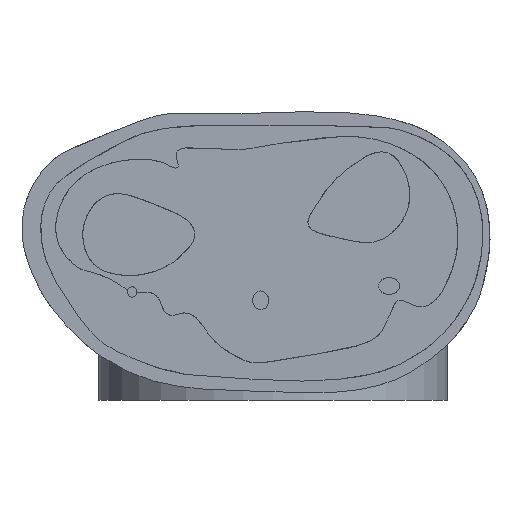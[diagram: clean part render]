
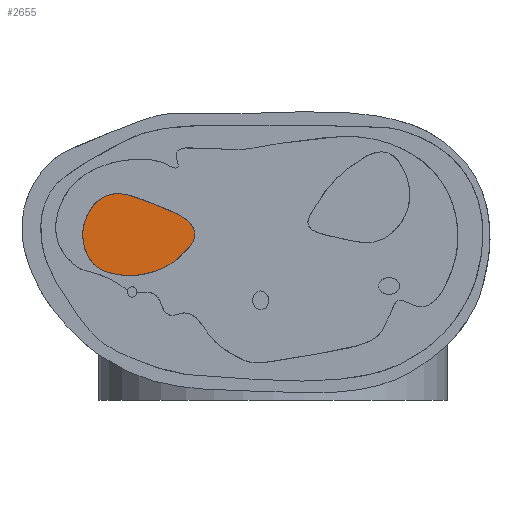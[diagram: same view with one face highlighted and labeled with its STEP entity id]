
A CAD part, front view. The second image highlights one B-rep face of the part: STEP entity #2655.
In plain terms, the highlighted planar face has unit normal (0, -1, 0).
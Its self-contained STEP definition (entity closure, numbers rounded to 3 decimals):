
#494=FACE_OUTER_BOUND('',#655,.T.);
#655=EDGE_LOOP('',(#1789,#1790,#1791,#1792,#1793,#1794,#1795));
#828=(
BOUNDED_CURVE()
B_SPLINE_CURVE(3,(#3106,#3107,#3108,#3109),.UNSPECIFIED.,.F.,.F.)
B_SPLINE_CURVE_WITH_KNOTS((4,4),(-1.,0.),.UNSPECIFIED.)
CURVE()
GEOMETRIC_REPRESENTATION_ITEM()
RATIONAL_B_SPLINE_CURVE((1.,1.,1.,1.))
REPRESENTATION_ITEM('')
);
#829=(
BOUNDED_CURVE()
B_SPLINE_CURVE(3,(#3111,#3112,#3113,#3114),.UNSPECIFIED.,.F.,.F.)
B_SPLINE_CURVE_WITH_KNOTS((4,4),(-1.,0.),.UNSPECIFIED.)
CURVE()
GEOMETRIC_REPRESENTATION_ITEM()
RATIONAL_B_SPLINE_CURVE((1.,1.,1.,1.))
REPRESENTATION_ITEM('')
);
#830=(
BOUNDED_CURVE()
B_SPLINE_CURVE(3,(#3116,#3117,#3118,#3119),.UNSPECIFIED.,.F.,.F.)
B_SPLINE_CURVE_WITH_KNOTS((4,4),(-1.,0.),.UNSPECIFIED.)
CURVE()
GEOMETRIC_REPRESENTATION_ITEM()
RATIONAL_B_SPLINE_CURVE((1.,1.,1.,1.))
REPRESENTATION_ITEM('')
);
#831=(
BOUNDED_CURVE()
B_SPLINE_CURVE(3,(#3121,#3122,#3123,#3124),.UNSPECIFIED.,.F.,.F.)
B_SPLINE_CURVE_WITH_KNOTS((4,4),(-1.,0.),.UNSPECIFIED.)
CURVE()
GEOMETRIC_REPRESENTATION_ITEM()
RATIONAL_B_SPLINE_CURVE((1.,1.,1.,1.))
REPRESENTATION_ITEM('')
);
#832=(
BOUNDED_CURVE()
B_SPLINE_CURVE(3,(#3126,#3127,#3128,#3129),.UNSPECIFIED.,.F.,.F.)
B_SPLINE_CURVE_WITH_KNOTS((4,4),(-1.,0.),.UNSPECIFIED.)
CURVE()
GEOMETRIC_REPRESENTATION_ITEM()
RATIONAL_B_SPLINE_CURVE((1.,1.,1.,1.))
REPRESENTATION_ITEM('')
);
#833=(
BOUNDED_CURVE()
B_SPLINE_CURVE(3,(#3131,#3132,#3133,#3134),.UNSPECIFIED.,.F.,.F.)
B_SPLINE_CURVE_WITH_KNOTS((4,4),(-1.,0.),.UNSPECIFIED.)
CURVE()
GEOMETRIC_REPRESENTATION_ITEM()
RATIONAL_B_SPLINE_CURVE((1.,1.,1.,1.))
REPRESENTATION_ITEM('')
);
#834=(
BOUNDED_CURVE()
B_SPLINE_CURVE(3,(#3135,#3136,#3137,#3138),.UNSPECIFIED.,.F.,.F.)
B_SPLINE_CURVE_WITH_KNOTS((4,4),(-1.,0.),.UNSPECIFIED.)
CURVE()
GEOMETRIC_REPRESENTATION_ITEM()
RATIONAL_B_SPLINE_CURVE((1.,1.,1.,1.))
REPRESENTATION_ITEM('')
);
#1084=VERTEX_POINT('',#3104);
#1085=VERTEX_POINT('',#3105);
#1086=VERTEX_POINT('',#3110);
#1087=VERTEX_POINT('',#3115);
#1088=VERTEX_POINT('',#3120);
#1089=VERTEX_POINT('',#3125);
#1090=VERTEX_POINT('',#3130);
#1366=EDGE_CURVE('',#1084,#1085,#828,.T.);
#1367=EDGE_CURVE('',#1085,#1086,#829,.T.);
#1368=EDGE_CURVE('',#1086,#1087,#830,.T.);
#1369=EDGE_CURVE('',#1087,#1088,#831,.T.);
#1370=EDGE_CURVE('',#1088,#1089,#832,.T.);
#1371=EDGE_CURVE('',#1089,#1090,#833,.T.);
#1372=EDGE_CURVE('',#1090,#1084,#834,.T.);
#1789=ORIENTED_EDGE('',*,*,#1366,.T.);
#1790=ORIENTED_EDGE('',*,*,#1367,.T.);
#1791=ORIENTED_EDGE('',*,*,#1368,.T.);
#1792=ORIENTED_EDGE('',*,*,#1369,.T.);
#1793=ORIENTED_EDGE('',*,*,#1370,.T.);
#1794=ORIENTED_EDGE('',*,*,#1371,.T.);
#1795=ORIENTED_EDGE('',*,*,#1372,.T.);
#2635=PLANE('',#2839);
#2655=ADVANCED_FACE('',(#494),#2635,.F.);
#2839=AXIS2_PLACEMENT_3D('',#3103,#2881,#2882);
#2881=DIRECTION('center_axis',(0.,1.,0.));
#2882=DIRECTION('ref_axis',(1.,0.,0.));
#3103=CARTESIAN_POINT('Origin',(-13.838,-150.,-0.049));
#3104=CARTESIAN_POINT('',(-16.467,-150.,-4.608));
#3105=CARTESIAN_POINT('',(-8.728,-150.,-2.295));
#3106=CARTESIAN_POINT('Ctrl Pts',(-16.467,-150.,-4.608));
#3107=CARTESIAN_POINT('Ctrl Pts',(-13.906,-150.,-5.127));
#3108=CARTESIAN_POINT('Ctrl Pts',(-10.795,-150.,-4.417));
#3109=CARTESIAN_POINT('Ctrl Pts',(-8.728,-150.,-2.295));
#3110=CARTESIAN_POINT('',(-7.372,-150.,0.099));
#3111=CARTESIAN_POINT('Ctrl Pts',(-8.728,-150.,-2.295));
#3112=CARTESIAN_POINT('Ctrl Pts',(-8.01,-150.,-1.553));
#3113=CARTESIAN_POINT('Ctrl Pts',(-7.292,-150.,-0.827));
#3114=CARTESIAN_POINT('Ctrl Pts',(-7.372,-150.,0.099));
#3115=CARTESIAN_POINT('',(-12.079,-150.,3.45));
#3116=CARTESIAN_POINT('Ctrl Pts',(-7.372,-150.,0.099));
#3117=CARTESIAN_POINT('Ctrl Pts',(-7.508,-150.,1.694));
#3118=CARTESIAN_POINT('Ctrl Pts',(-9.909,-150.,2.612));
#3119=CARTESIAN_POINT('Ctrl Pts',(-12.079,-150.,3.45));
#3120=CARTESIAN_POINT('',(-17.744,-150.,4.247));
#3121=CARTESIAN_POINT('Ctrl Pts',(-12.079,-150.,3.45));
#3122=CARTESIAN_POINT('Ctrl Pts',(-14.648,-150.,4.439));
#3123=CARTESIAN_POINT('Ctrl Pts',(-16.18,-150.,5.029));
#3124=CARTESIAN_POINT('Ctrl Pts',(-17.744,-150.,4.247));
#3125=CARTESIAN_POINT('',(-20.137,-150.,0.737));
#3126=CARTESIAN_POINT('Ctrl Pts',(-17.744,-150.,4.247));
#3127=CARTESIAN_POINT('Ctrl Pts',(-19.682,-150.,3.274));
#3128=CARTESIAN_POINT('Ctrl Pts',(-20.097,-150.,0.968));
#3129=CARTESIAN_POINT('Ctrl Pts',(-20.137,-150.,0.737));
#3130=CARTESIAN_POINT('',(-18.621,-150.,-3.731));
#3131=CARTESIAN_POINT('Ctrl Pts',(-20.137,-150.,0.737));
#3132=CARTESIAN_POINT('Ctrl Pts',(-20.384,-150.,-0.787));
#3133=CARTESIAN_POINT('Ctrl Pts',(-19.953,-150.,-2.654));
#3134=CARTESIAN_POINT('Ctrl Pts',(-18.621,-150.,-3.731));
#3135=CARTESIAN_POINT('Ctrl Pts',(-18.621,-150.,-3.731));
#3136=CARTESIAN_POINT('Ctrl Pts',(-17.903,-150.,-4.313));
#3137=CARTESIAN_POINT('Ctrl Pts',(-17.177,-150.,-4.465));
#3138=CARTESIAN_POINT('Ctrl Pts',(-16.467,-150.,-4.608));
